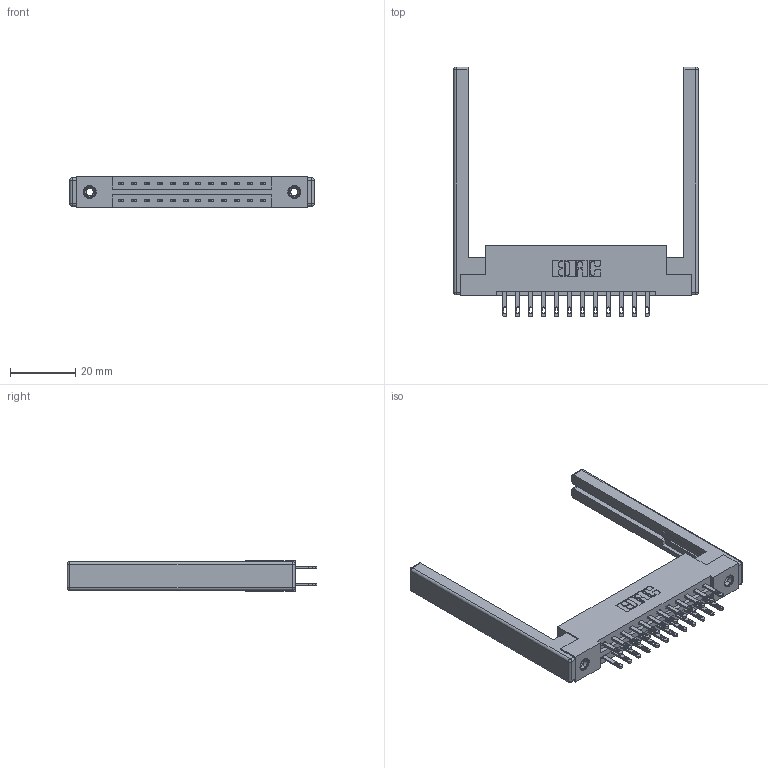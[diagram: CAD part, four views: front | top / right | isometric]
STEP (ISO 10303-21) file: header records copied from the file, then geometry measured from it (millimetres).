
FILE_DESCRIPTION (( 'STEP AP203' ), '1' );
FILE_NAME ('337-024-500-268.STEP', '2019-10-08T15:10:34', ( '' ), ( '' ), 'SwSTEP 2.0', 'SolidWorks 2016', '' );
FILE_SCHEMA (( 'CONFIG_CONTROL_DESIGN' ));
Length unit declared in the file: inch
Products named in the file (5): 337 Part_Flush Mounting Lugs - 0.156 Dia-TI; 345-292-001_345-293-100; 337-024-500-268; 307-220-068; 345-250-001_345-250-001-102
Assembly tree (29 placements, depth 2):
  337-024-500-268
    337 Part_Flush Mounting Lugs - 0.156 Dia-TI
    345-292-001_345-293-100  x24
    345-250-001_345-250-001-102  x2
    307-220-068  x2
Bounding box: 74.98 x 76.59 x 9.4 mm (x, y, z)
Volume: 11960.9 mm3; surface area: 12574 mm2
Topology: 29 solids, 29 shells, 1468 faces, 4373 edges, 2894 vertices
Faces by surface type: plane 926, cylinder 518, cone 12, sphere 8, torus 4
Entity records: 15874 total; most frequent: CARTESIAN_POINT 2663, ORIENTED_EDGE 2588, DIRECTION 2392, EDGE_CURVE 1294, LINE 1112, VECTOR 1112, VERTEX_POINT 854, AXIS2_PLACEMENT_3D 640
